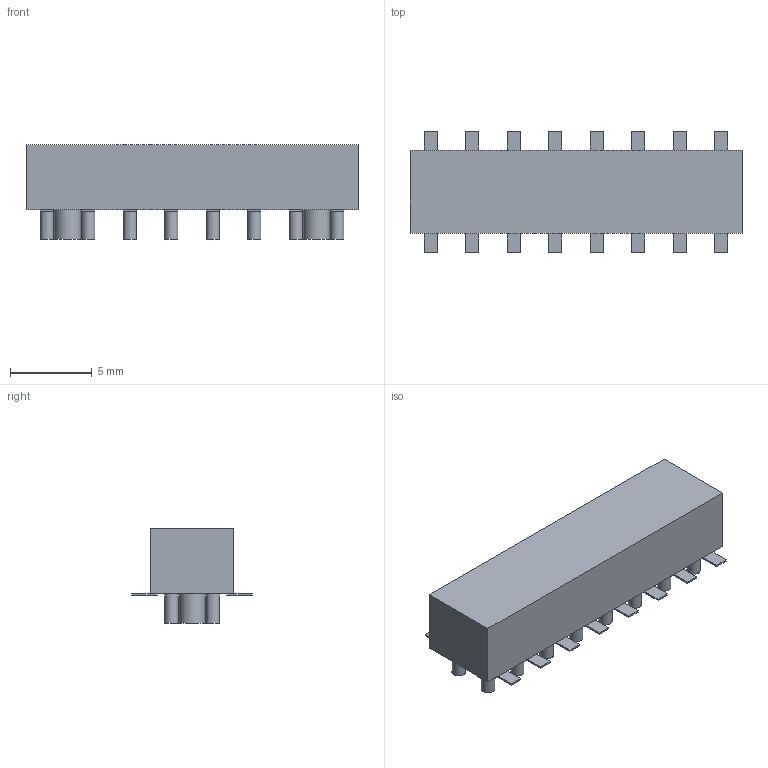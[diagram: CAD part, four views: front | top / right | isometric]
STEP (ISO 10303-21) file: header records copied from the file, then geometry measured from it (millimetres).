
FILE_DESCRIPTION(('FreeCAD Model'),'2;1');
FILE_NAME('1220619.3.3.stp','2023-05-31T05:24:05',( 'Author'),(''),'Open CASCADE STEP processor 6.9','FreeCAD','Unknown' );
FILE_SCHEMA(('AUTOMOTIVE_DESIGN { 1 0 10303 214 1 1 1 1 }'));
Length unit declared in the file: millimetre
Products named in the file (4): ASSEMBLY; Body; Pins; Lugs
Assembly tree (3 placements, depth 2):
  ASSEMBLY
    Body
    Pins
    Lugs
Bounding box: 20.32 x 7.4 x 5.8 mm (x, y, z)
Volume: 437.4 mm3; surface area: 575.7 mm2
Topology: 35 solids, 35 shells, 156 faces, 258 edges, 172 vertices
Faces by surface type: plane 138, cylinder 18
Full cylindrical faces by diameter (mm): 0.82 x16, 1.6 x2
Entity records: 7248 total; most frequent: DIRECTION 1130, CARTESIAN_POINT 1106, LINE 702, VECTOR 702, ORIENTED_EDGE 516, PCURVE 516, DEFINITIONAL_REPRESENTATION 516, EDGE_CURVE 258
